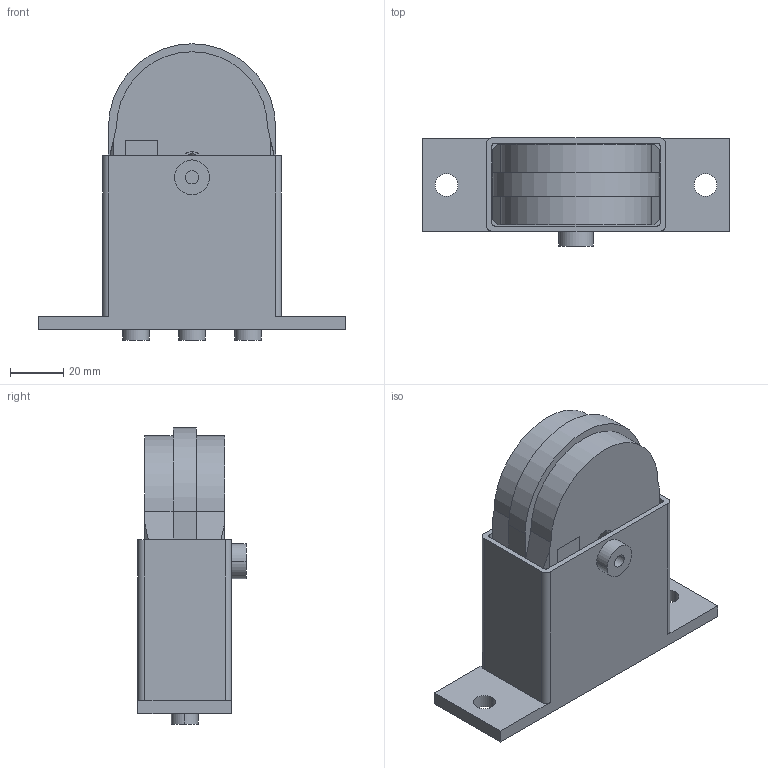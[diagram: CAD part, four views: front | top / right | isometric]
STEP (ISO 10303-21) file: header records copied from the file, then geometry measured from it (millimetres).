
FILE_DESCRIPTION(('STEP AP214'),'1');
FILE_NAME('cctmp_F7A9AF74-DAC9-4C43-834D-6CF27F8A6D36_2023_6_21_12_37_23_179..stp','2023-06-21T10:37:23',('Murtfeldt Kunststoffe GmbH & Co.KG'),('CADClick - www.CADClick.com'),'Spatial InterOp 3D',' ','unknown authorization');
FILE_SCHEMA(('AUTOMOTIVE_DESIGN'));
Length unit declared in the file: millimetre
Products named in the file (1): 1
Bounding box: 115 x 40.5 x 111 mm (x, y, z)
Volume: 190995.6 mm3; surface area: 56996.5 mm2
Topology: 5 solids, 5 shells, 99 faces, 242 edges, 159 vertices
Faces by surface type: plane 65, cylinder 29, cone 5
Entity records: 3827 total; most frequent: CARTESIAN_POINT 572, DIRECTION 504, ORIENTED_EDGE 482, EDGE_CURVE 241, LINE 176, VECTOR 176, AXIS2_PLACEMENT_3D 164, VERTEX_POINT 159
